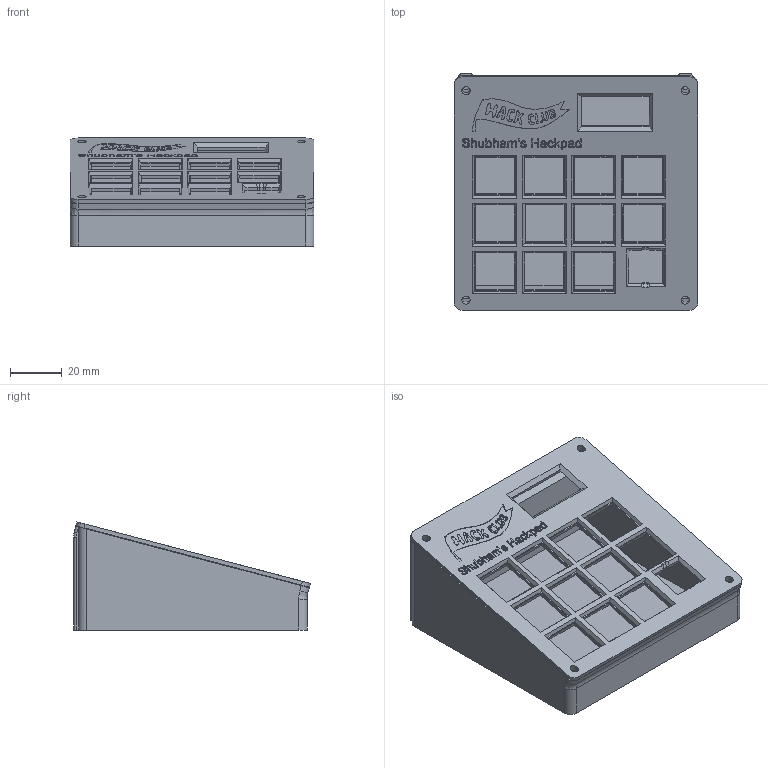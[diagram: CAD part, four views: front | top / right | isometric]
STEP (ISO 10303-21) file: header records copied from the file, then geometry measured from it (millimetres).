
FILE_DESCRIPTION(/* description */ ('','CAx-IF Rec.Pracs.---Representation and Presentation of Product Manufacturing Information (PMI)---4.0---2014-10-13'),/* implementation_level */ '2;1');
FILE_NAME(/* name */ 'Case.step',/* time_stamp */ '2025-02-16T10:15:01+05:30',/* author */ (''),/* organization */ (''),/* preprocessor_version */ 'ST-DEVELOPER v20',/* originating_system */ 'Autodesk Translation Framework v13.20.0.188',/* authorisation */ '');
FILE_SCHEMA (('AP242_MANAGED_MODEL_BASED_3D_ENGINEERING_MIM_LF { 1 0 10303 442 1 1 4 }'));
Length unit declared in the file: millimetre
Products named in the file (3): Base; Base_1; Top
Assembly tree (2 placements, depth 2):
  Base
    Base_1
    Top
Bounding box: 94 x 91.3 x 41.65 mm (x, y, z)
Volume: 77374.3 mm3; surface area: 50039.5 mm2
Topology: 2 solids, 2 shells, 787 faces, 2172 edges, 1440 vertices
Faces by surface type: bspline 388, plane 336, cylinder 55, torus 4, cone 4
Full cylindrical faces by diameter (mm): 3.2 x8
Entity records: 27981 total; most frequent: CARTESIAN_POINT 10580, ORIENTED_EDGE 4344, DIRECTION 2328, EDGE_CURVE 2172, VERTEX_POINT 1440, LINE 1264, VECTOR 1264, EDGE_LOOP 874
